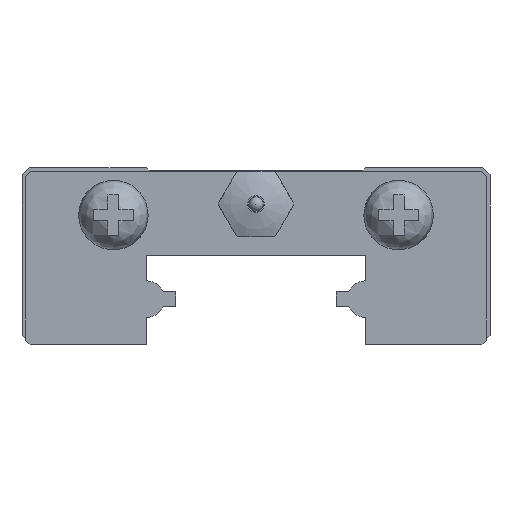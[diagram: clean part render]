
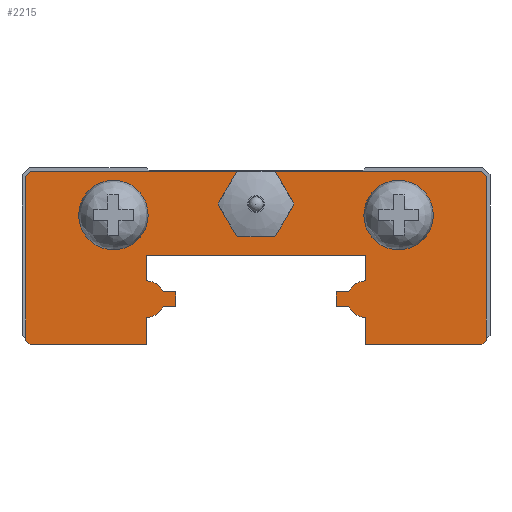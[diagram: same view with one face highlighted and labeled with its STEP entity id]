
A CAD part, left-side view. The second image highlights one B-rep face of the part: STEP entity #2215.
In plain terms, the highlighted planar face has unit normal (-1, 0, 0).
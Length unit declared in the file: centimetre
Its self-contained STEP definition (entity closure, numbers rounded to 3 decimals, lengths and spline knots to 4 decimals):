
#81=FACE_BOUND('',#365,.T.);
#82=FACE_BOUND('',#366,.T.);
#83=FACE_BOUND('',#367,.T.);
#140=CIRCLE('',#2329,0.1414);
#141=CIRCLE('',#2332,0.2375);
#143=CIRCLE('',#2335,0.2375);
#146=CIRCLE('',#2339,0.125);
#147=CIRCLE('',#2341,0.125);
#149=CIRCLE('',#2347,0.125);
#152=CIRCLE('',#2354,0.125);
#236=FACE_OUTER_BOUND('',#364,.T.);
#364=EDGE_LOOP('',(#1759,#1760,#1761,#1762,#1763,#1764,#1765,#1766,#1767,
#1768,#1769,#1770,#1771,#1772,#1773,#1774,#1775,#1776,#1777,#1778,#1779,
#1780,#1781,#1782));
#365=EDGE_LOOP('',(#1783));
#366=EDGE_LOOP('',(#1784));
#367=EDGE_LOOP('',(#1785));
#528=LINE('',#3302,#772);
#531=LINE('',#3308,#775);
#534=LINE('',#3313,#778);
#538=LINE('',#3327,#782);
#542=LINE('',#3335,#786);
#545=LINE('',#3340,#789);
#548=LINE('',#3350,#792);
#551=LINE('',#3356,#795);
#554=LINE('',#3361,#798);
#556=LINE('',#3365,#800);
#559=LINE('',#3371,#803);
#562=LINE('',#3377,#806);
#565=LINE('',#3383,#809);
#568=LINE('',#3389,#812);
#571=LINE('',#3395,#815);
#574=LINE('',#3401,#818);
#577=LINE('',#3407,#821);
#580=LINE('',#3413,#824);
#583=LINE('',#3419,#827);
#586=LINE('',#3424,#830);
#772=VECTOR('',#2682,1.);
#775=VECTOR('',#2687,1.);
#778=VECTOR('',#2692,1.);
#782=VECTOR('',#2704,1.);
#786=VECTOR('',#2710,1.);
#789=VECTOR('',#2715,1.);
#792=VECTOR('',#2726,1.);
#795=VECTOR('',#2731,1.);
#798=VECTOR('',#2736,1.);
#800=VECTOR('',#2740,1.);
#803=VECTOR('',#2745,1.);
#806=VECTOR('',#2750,1.);
#809=VECTOR('',#2755,1.);
#812=VECTOR('',#2760,1.);
#815=VECTOR('',#2765,1.);
#818=VECTOR('',#2770,1.);
#821=VECTOR('',#2775,1.);
#824=VECTOR('',#2780,1.);
#827=VECTOR('',#2785,1.);
#830=VECTOR('',#2790,1.);
#989=VERTEX_POINT('',#3269);
#990=VERTEX_POINT('',#3273);
#992=VERTEX_POINT('',#3278);
#994=VERTEX_POINT('',#3283);
#997=VERTEX_POINT('',#3288);
#998=VERTEX_POINT('',#3292);
#1000=VERTEX_POINT('',#3295);
#1002=VERTEX_POINT('',#3301);
#1004=VERTEX_POINT('',#3307);
#1006=VERTEX_POINT('',#3316);
#1008=VERTEX_POINT('',#3319);
#1010=VERTEX_POINT('',#3325);
#1011=VERTEX_POINT('',#3326);
#1014=VERTEX_POINT('',#3334);
#1016=VERTEX_POINT('',#3343);
#1018=VERTEX_POINT('',#3349);
#1020=VERTEX_POINT('',#3355);
#1022=VERTEX_POINT('',#3364);
#1024=VERTEX_POINT('',#3370);
#1026=VERTEX_POINT('',#3376);
#1028=VERTEX_POINT('',#3382);
#1030=VERTEX_POINT('',#3388);
#1032=VERTEX_POINT('',#3394);
#1034=VERTEX_POINT('',#3400);
#1036=VERTEX_POINT('',#3406);
#1038=VERTEX_POINT('',#3412);
#1040=VERTEX_POINT('',#3418);
#1230=EDGE_CURVE('',#989,#989,#140,.T.);
#1231=EDGE_CURVE('',#990,#990,#141,.T.);
#1233=EDGE_CURVE('',#992,#992,#143,.T.);
#1238=EDGE_CURVE('',#997,#994,#146,.T.);
#1240=EDGE_CURVE('',#998,#1000,#147,.T.);
#1243=EDGE_CURVE('',#1002,#997,#528,.T.);
#1246=EDGE_CURVE('',#1004,#1002,#531,.T.);
#1249=EDGE_CURVE('',#1000,#1004,#534,.T.);
#1252=EDGE_CURVE('',#1006,#1008,#149,.T.);
#1255=EDGE_CURVE('',#1010,#1011,#538,.T.);
#1259=EDGE_CURVE('',#1011,#1014,#542,.T.);
#1262=EDGE_CURVE('',#1014,#1008,#545,.T.);
#1266=EDGE_CURVE('',#1010,#1016,#152,.T.);
#1267=EDGE_CURVE('',#1018,#998,#548,.T.);
#1270=EDGE_CURVE('',#1020,#1018,#551,.T.);
#1273=EDGE_CURVE('',#1016,#1020,#554,.T.);
#1275=EDGE_CURVE('',#1022,#1006,#556,.T.);
#1278=EDGE_CURVE('',#1024,#1022,#559,.T.);
#1281=EDGE_CURVE('',#1026,#1024,#562,.T.);
#1284=EDGE_CURVE('',#1028,#1026,#565,.T.);
#1287=EDGE_CURVE('',#1030,#1028,#568,.T.);
#1290=EDGE_CURVE('',#1032,#1030,#571,.T.);
#1293=EDGE_CURVE('',#1034,#1032,#574,.T.);
#1296=EDGE_CURVE('',#1036,#1034,#577,.T.);
#1299=EDGE_CURVE('',#1038,#1036,#580,.T.);
#1302=EDGE_CURVE('',#1040,#1038,#583,.T.);
#1305=EDGE_CURVE('',#994,#1040,#586,.T.);
#1759=ORIENTED_EDGE('',*,*,#1305,.F.);
#1760=ORIENTED_EDGE('',*,*,#1238,.F.);
#1761=ORIENTED_EDGE('',*,*,#1243,.F.);
#1762=ORIENTED_EDGE('',*,*,#1246,.F.);
#1763=ORIENTED_EDGE('',*,*,#1249,.F.);
#1764=ORIENTED_EDGE('',*,*,#1240,.F.);
#1765=ORIENTED_EDGE('',*,*,#1267,.F.);
#1766=ORIENTED_EDGE('',*,*,#1270,.F.);
#1767=ORIENTED_EDGE('',*,*,#1273,.F.);
#1768=ORIENTED_EDGE('',*,*,#1266,.F.);
#1769=ORIENTED_EDGE('',*,*,#1255,.T.);
#1770=ORIENTED_EDGE('',*,*,#1259,.T.);
#1771=ORIENTED_EDGE('',*,*,#1262,.T.);
#1772=ORIENTED_EDGE('',*,*,#1252,.F.);
#1773=ORIENTED_EDGE('',*,*,#1275,.F.);
#1774=ORIENTED_EDGE('',*,*,#1278,.F.);
#1775=ORIENTED_EDGE('',*,*,#1281,.F.);
#1776=ORIENTED_EDGE('',*,*,#1284,.F.);
#1777=ORIENTED_EDGE('',*,*,#1287,.F.);
#1778=ORIENTED_EDGE('',*,*,#1290,.F.);
#1779=ORIENTED_EDGE('',*,*,#1293,.F.);
#1780=ORIENTED_EDGE('',*,*,#1296,.F.);
#1781=ORIENTED_EDGE('',*,*,#1299,.F.);
#1782=ORIENTED_EDGE('',*,*,#1302,.F.);
#1783=ORIENTED_EDGE('',*,*,#1230,.T.);
#1784=ORIENTED_EDGE('',*,*,#1231,.T.);
#1785=ORIENTED_EDGE('',*,*,#1233,.T.);
#2102=PLANE('',#2370);
#2215=ADVANCED_FACE('',(#236,#81,#82,#83),#2102,.F.);
#2329=AXIS2_PLACEMENT_3D('',#3270,#2648,#2649);
#2332=AXIS2_PLACEMENT_3D('',#3274,#2654,#2655);
#2335=AXIS2_PLACEMENT_3D('',#3279,#2660,#2661);
#2339=AXIS2_PLACEMENT_3D('',#3290,#2670,#2671);
#2341=AXIS2_PLACEMENT_3D('',#3296,#2675,#2676);
#2347=AXIS2_PLACEMENT_3D('',#3320,#2697,#2698);
#2354=AXIS2_PLACEMENT_3D('',#3347,#2722,#2723);
#2370=AXIS2_PLACEMENT_3D('',#3427,#2794,#2795);
#2648=DIRECTION('center_axis',(1.,0.,0.));
#2649=DIRECTION('ref_axis',(0.,-1.,0.));
#2654=DIRECTION('center_axis',(1.,0.,0.));
#2655=DIRECTION('ref_axis',(0.,-1.,0.));
#2660=DIRECTION('center_axis',(1.,0.,0.));
#2661=DIRECTION('ref_axis',(0.,1.,0.));
#2670=DIRECTION('center_axis',(1.,0.,0.));
#2671=DIRECTION('ref_axis',(0.,-0.917,-0.4));
#2675=DIRECTION('center_axis',(1.,0.,0.));
#2676=DIRECTION('ref_axis',(0.,-0.917,-0.4));
#2682=DIRECTION('',(0.,1.,0.));
#2687=DIRECTION('',(0.,0.,-1.));
#2692=DIRECTION('',(0.,-1.,0.));
#2697=DIRECTION('center_axis',(1.,0.,0.));
#2698=DIRECTION('ref_axis',(0.,0.917,0.4));
#2704=DIRECTION('',(0.,1.,0.));
#2710=DIRECTION('',(0.,0.,-1.));
#2715=DIRECTION('',(0.,-1.,0.));
#2722=DIRECTION('center_axis',(1.,0.,0.));
#2723=DIRECTION('ref_axis',(0.,0.917,0.4));
#2726=DIRECTION('',(0.,0.,-1.));
#2731=DIRECTION('',(0.,1.,0.));
#2736=DIRECTION('',(0.,0.,1.));
#2740=DIRECTION('',(0.,0.,1.));
#2745=DIRECTION('',(0.,1.,0.));
#2750=DIRECTION('',(0.,0.707,-0.707));
#2755=DIRECTION('',(0.,0.,-1.));
#2760=DIRECTION('',(0.,-0.707,-0.707));
#2765=DIRECTION('',(0.,-1.,0.));
#2770=DIRECTION('',(0.,-0.707,0.707));
#2775=DIRECTION('',(0.,0.,1.));
#2780=DIRECTION('',(0.,0.707,0.707));
#2785=DIRECTION('',(0.,1.,0.));
#2790=DIRECTION('',(0.,0.,-1.));
#2794=DIRECTION('center_axis',(1.,0.,0.));
#2795=DIRECTION('ref_axis',(0.,1.,0.));
#3269=CARTESIAN_POINT('',(1.925,0.1414,0.35));
#3270=CARTESIAN_POINT('Origin',(1.925,0.,0.35));
#3273=CARTESIAN_POINT('',(1.925,1.2125,0.275));
#3274=CARTESIAN_POINT('Origin',(1.925,0.975,0.275));
#3278=CARTESIAN_POINT('',(1.925,-1.2125,0.275));
#3279=CARTESIAN_POINT('Origin',(1.925,-0.975,0.275));
#3283=CARTESIAN_POINT('',(1.925,0.75,-0.425));
#3288=CARTESIAN_POINT('',(1.925,0.6354,-0.35));
#3290=CARTESIAN_POINT('Origin',(1.925,0.75,-0.3));
#3292=CARTESIAN_POINT('',(1.925,0.75,-0.175));
#3295=CARTESIAN_POINT('',(1.925,0.6354,-0.25));
#3296=CARTESIAN_POINT('Origin',(1.925,0.75,-0.3));
#3301=CARTESIAN_POINT('',(1.925,0.55,-0.35));
#3302=CARTESIAN_POINT('',(1.925,0.55,-0.35));
#3307=CARTESIAN_POINT('',(1.925,0.55,-0.25));
#3308=CARTESIAN_POINT('',(1.925,0.55,-0.25));
#3313=CARTESIAN_POINT('',(1.925,0.6354,-0.25));
#3316=CARTESIAN_POINT('',(1.925,-0.75,-0.425));
#3319=CARTESIAN_POINT('',(1.925,-0.6354,-0.35));
#3320=CARTESIAN_POINT('Origin',(1.925,-0.75,-0.3));
#3325=CARTESIAN_POINT('',(1.925,-0.6354,-0.25));
#3326=CARTESIAN_POINT('',(1.925,-0.55,-0.25));
#3327=CARTESIAN_POINT('',(1.925,-0.6354,-0.25));
#3334=CARTESIAN_POINT('',(1.925,-0.55,-0.35));
#3335=CARTESIAN_POINT('',(1.925,-0.55,-0.25));
#3340=CARTESIAN_POINT('',(1.925,-0.55,-0.35));
#3343=CARTESIAN_POINT('',(1.925,-0.75,-0.175));
#3347=CARTESIAN_POINT('Origin',(1.925,-0.75,-0.3));
#3349=CARTESIAN_POINT('',(1.925,0.75,0.));
#3350=CARTESIAN_POINT('',(1.925,0.75,0.));
#3355=CARTESIAN_POINT('',(1.925,-0.75,0.));
#3356=CARTESIAN_POINT('',(1.925,-0.75,0.));
#3361=CARTESIAN_POINT('',(1.925,-0.75,-0.175));
#3364=CARTESIAN_POINT('',(1.925,-0.75,-0.61));
#3365=CARTESIAN_POINT('',(1.925,-0.75,-0.61));
#3370=CARTESIAN_POINT('',(1.925,-1.545,-0.61));
#3371=CARTESIAN_POINT('',(1.925,-1.545,-0.61));
#3376=CARTESIAN_POINT('',(1.925,-1.575,-0.58));
#3377=CARTESIAN_POINT('',(1.925,-1.575,-0.58));
#3382=CARTESIAN_POINT('',(1.925,-1.575,0.5396));
#3383=CARTESIAN_POINT('',(1.925,-1.575,0.5396));
#3388=CARTESIAN_POINT('',(1.925,-1.5396,0.575));
#3389=CARTESIAN_POINT('',(1.925,-1.5396,0.575));
#3394=CARTESIAN_POINT('',(1.925,1.5396,0.575));
#3395=CARTESIAN_POINT('',(1.925,1.5396,0.575));
#3400=CARTESIAN_POINT('',(1.925,1.575,0.5396));
#3401=CARTESIAN_POINT('',(1.925,1.575,0.5396));
#3406=CARTESIAN_POINT('',(1.925,1.575,-0.58));
#3407=CARTESIAN_POINT('',(1.925,1.575,-0.58));
#3412=CARTESIAN_POINT('',(1.925,1.545,-0.61));
#3413=CARTESIAN_POINT('',(1.925,1.545,-0.61));
#3418=CARTESIAN_POINT('',(1.925,0.75,-0.61));
#3419=CARTESIAN_POINT('',(1.925,0.75,-0.61));
#3424=CARTESIAN_POINT('',(1.925,0.75,-0.425));
#3427=CARTESIAN_POINT('Origin',(1.925,0.,-0.0175));
